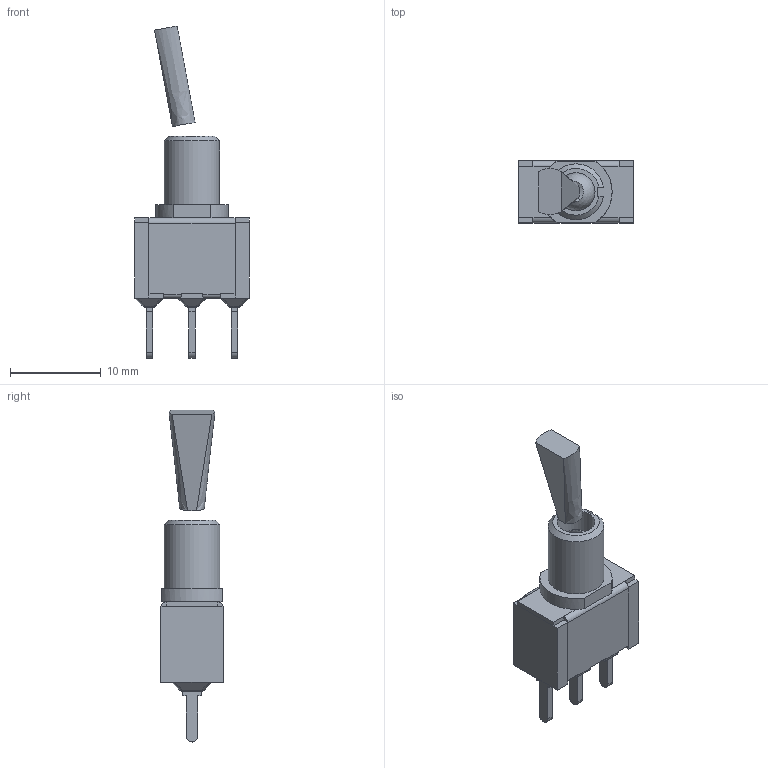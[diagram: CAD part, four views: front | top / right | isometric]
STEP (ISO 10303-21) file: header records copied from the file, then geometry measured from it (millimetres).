
FILE_DESCRIPTION(/* description */ (''),/* implementation_level */ '2;1');
FILE_NAME(/* name */ '100SPxT6B12M2xE.stp',/* time_stamp */ '2026-01-17T15:06:34-06:00',/* author */ ('jmeyers'),/* organization */ (''),/* preprocessor_version */ 'ST-DEVELOPER v18.1',/* originating_system */ 'Autodesk Inventor 2022',/* authorisation */ '');
FILE_SCHEMA (('AUTOMOTIVE_DESIGN { 1 0 10303 214 3 1 1 }'));
Length unit declared in the file: inch
Products named in the file (1): Part9
Bounding box: 12.7 x 6.86 x 36.67 mm (x, y, z)
Volume: 1136.8 mm3; surface area: 1146.1 mm2
Topology: 2 solids, 8 shells, 231 faces, 566 edges, 336 vertices
Faces by surface type: plane 167, cylinder 46, sphere 14, cone 2, bspline 2
Full cylindrical faces by diameter (mm): 4.2 x2
Entity records: 6646 total; most frequent: CARTESIAN_POINT 1188, DIRECTION 1128, ORIENTED_EDGE 1106, EDGE_CURVE 553, LINE 428, VECTOR 428, AXIS2_PLACEMENT_3D 350, VERTEX_POINT 336
